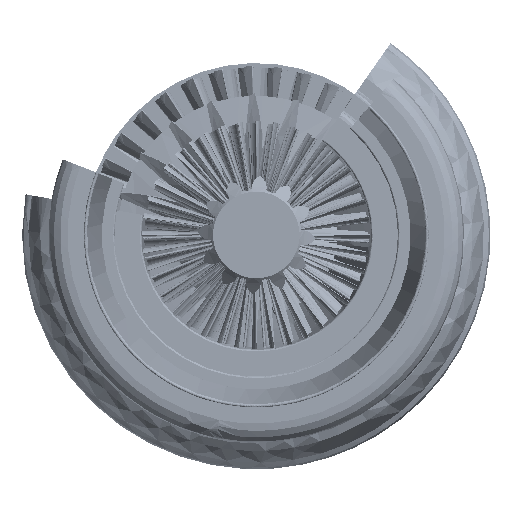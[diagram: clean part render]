
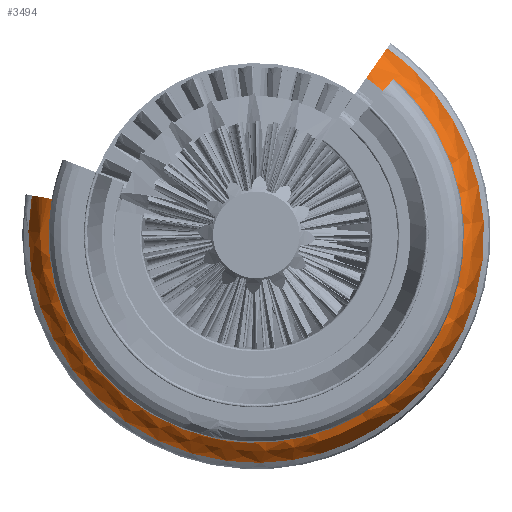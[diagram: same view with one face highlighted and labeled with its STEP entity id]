
A CAD part, left-side view. The second image highlights one B-rep face of the part: STEP entity #3494.
In plain terms, the highlighted free-form (B-spline) face has degree [2, 2] with [5, 3] control points.
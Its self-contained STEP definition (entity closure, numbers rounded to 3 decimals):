
#2851 = VERTEX_POINT('',#2852);
#2852 = CARTESIAN_POINT('',(36.65,58.42,
    29.873));
#2857 = EDGE_CURVE('',#2858,#2851,#2860,.T.);
#2858 = VERTEX_POINT('',#2859);
#2859 = CARTESIAN_POINT('',(26.74,49.136,
    28.236));
#2860 = ( BOUNDED_CURVE() B_SPLINE_CURVE(2,(#2861,#2862,#2863),
.UNSPECIFIED.,.F.,.F.) B_SPLINE_CURVE_WITH_KNOTS((3,3),(0.18,
1.441),.PIECEWISE_BEZIER_KNOTS.) CURVE() 
GEOMETRIC_REPRESENTATION_ITEM() RATIONAL_B_SPLINE_CURVE((1.,
0.808,1.)) REPRESENTATION_ITEM('') );
#2861 = CARTESIAN_POINT('',(26.74,49.136,
    28.236));
#2862 = CARTESIAN_POINT('',(28.257,57.337,
    29.682));
#2863 = CARTESIAN_POINT('',(36.65,58.42,
    29.873));
#3031 = VERTEX_POINT('',#3032);
#3032 = CARTESIAN_POINT('',(26.74,-28.618,
    60.443));
#3037 = EDGE_CURVE('',#3031,#3038,#3040,.T.);
#3038 = VERTEX_POINT('',#3039);
#3039 = CARTESIAN_POINT('',(36.65,-34.025,
    68.165));
#3040 = ( BOUNDED_CURVE() B_SPLINE_CURVE(2,(#3041,#3042,#3043),
.UNSPECIFIED.,.F.,.F.) B_SPLINE_CURVE_WITH_KNOTS((3,3),(0.18,
1.441),.PIECEWISE_BEZIER_KNOTS.) CURVE() 
GEOMETRIC_REPRESENTATION_ITEM() RATIONAL_B_SPLINE_CURVE((1.,
0.808,1.)) REPRESENTATION_ITEM('') );
#3041 = CARTESIAN_POINT('',(26.74,-28.618,
    60.443));
#3042 = CARTESIAN_POINT('',(28.257,-33.394,
    67.264));
#3043 = CARTESIAN_POINT('',(36.65,-34.025,
    68.165));
#3475 = EDGE_CURVE('',#2851,#3038,#3476,.T.);
#3476 = ( BOUNDED_CURVE() B_SPLINE_CURVE(2,(#3477,#3478,#3479,#3480,
#3481),.UNSPECIFIED.,.F.,.F.) B_SPLINE_CURVE_WITH_KNOTS((3,2,3),(
    1.396,3.534,5.672),
.PIECEWISE_BEZIER_KNOTS.) CURVE() GEOMETRIC_REPRESENTATION_ITEM() 
RATIONAL_B_SPLINE_CURVE((1.,0.481,1.,0.481,1.)) 
REPRESENTATION_ITEM('') );
#3477 = CARTESIAN_POINT('',(36.65,58.42,
    29.873));
#3478 = CARTESIAN_POINT('',(36.65,77.196,
    -76.612));
#3479 = CARTESIAN_POINT('',(36.65,-22.701,
    -35.234));
#3480 = CARTESIAN_POINT('',(36.65,-122.598,
    6.145));
#3481 = CARTESIAN_POINT('',(36.65,-34.025,
    68.165));
#3494 = ADVANCED_FACE('',(#3495),#3508,.T.);
#3495 = FACE_BOUND('',#3496,.T.);
#3496 = EDGE_LOOP('',(#3497,#3498,#3499,#3507));
#3497 = ORIENTED_EDGE('',*,*,#3475,.T.);
#3498 = ORIENTED_EDGE('',*,*,#3037,.F.);
#3499 = ORIENTED_EDGE('',*,*,#3500,.F.);
#3500 = EDGE_CURVE('',#2858,#3031,#3501,.T.);
#3501 = ( BOUNDED_CURVE() B_SPLINE_CURVE(2,(#3502,#3503,#3504,#3505,
#3506),.UNSPECIFIED.,.F.,.F.) B_SPLINE_CURVE_WITH_KNOTS((3,2,3),(
    1.396,3.534,5.672),
.PIECEWISE_BEZIER_KNOTS.) CURVE() GEOMETRIC_REPRESENTATION_ITEM() 
RATIONAL_B_SPLINE_CURVE((1.,0.481,1.,0.481,1.)) 
REPRESENTATION_ITEM('') );
#3502 = CARTESIAN_POINT('',(26.74,49.136,
    28.236));
#3503 = CARTESIAN_POINT('',(26.74,64.928,
    -61.327));
#3504 = CARTESIAN_POINT('',(26.74,-19.094,
    -26.524));
#3505 = CARTESIAN_POINT('',(26.74,-103.115,
    8.279));
#3506 = CARTESIAN_POINT('',(26.74,-28.618,
    60.443));
#3507 = ORIENTED_EDGE('',*,*,#2857,.T.);
#3508 = ( BOUNDED_SURFACE() B_SPLINE_SURFACE(2,2,(
    (#3509,#3510,#3511)
    ,(#3512,#3513,#3514)
    ,(#3515,#3516,#3517)
    ,(#3518,#3519,#3520)
    ,(#3521,#3522,#3523
)),.UNSPECIFIED.,.F.,.F.,.F.) B_SPLINE_SURFACE_WITH_KNOTS((3,2,3),(3,3),
  (1.396,3.534,5.672),(0.13,
    1.391),.PIECEWISE_BEZIER_KNOTS.) 
GEOMETRIC_REPRESENTATION_ITEM() RATIONAL_B_SPLINE_SURFACE((
    (1.,0.808,1.)
    ,(0.481,0.389,0.481)
    ,(1.,0.808,1.)
    ,(0.481,0.389,0.481)
,(1.,0.808,1.))) REPRESENTATION_ITEM('') SURFACE() );
#3509 = CARTESIAN_POINT('',(36.65,58.42,
    29.873));
#3510 = CARTESIAN_POINT('',(28.257,57.337,
    29.682));
#3511 = CARTESIAN_POINT('',(26.74,49.136,
    28.236));
#3512 = CARTESIAN_POINT('',(36.65,77.196,
    -76.612));
#3513 = CARTESIAN_POINT('',(28.257,75.765,
    -74.829));
#3514 = CARTESIAN_POINT('',(26.74,64.928,
    -61.327));
#3515 = CARTESIAN_POINT('',(36.65,-22.701,
    -35.234));
#3516 = CARTESIAN_POINT('',(28.257,-22.28,
    -34.218));
#3517 = CARTESIAN_POINT('',(26.74,-19.094,
    -26.524));
#3518 = CARTESIAN_POINT('',(36.65,-122.598,
    6.145));
#3519 = CARTESIAN_POINT('',(28.257,-120.326,
    6.394));
#3520 = CARTESIAN_POINT('',(26.74,-103.115,
    8.279));
#3521 = CARTESIAN_POINT('',(36.65,-34.025,
    68.165));
#3522 = CARTESIAN_POINT('',(28.257,-33.394,
    67.264));
#3523 = CARTESIAN_POINT('',(26.74,-28.618,
    60.443));
